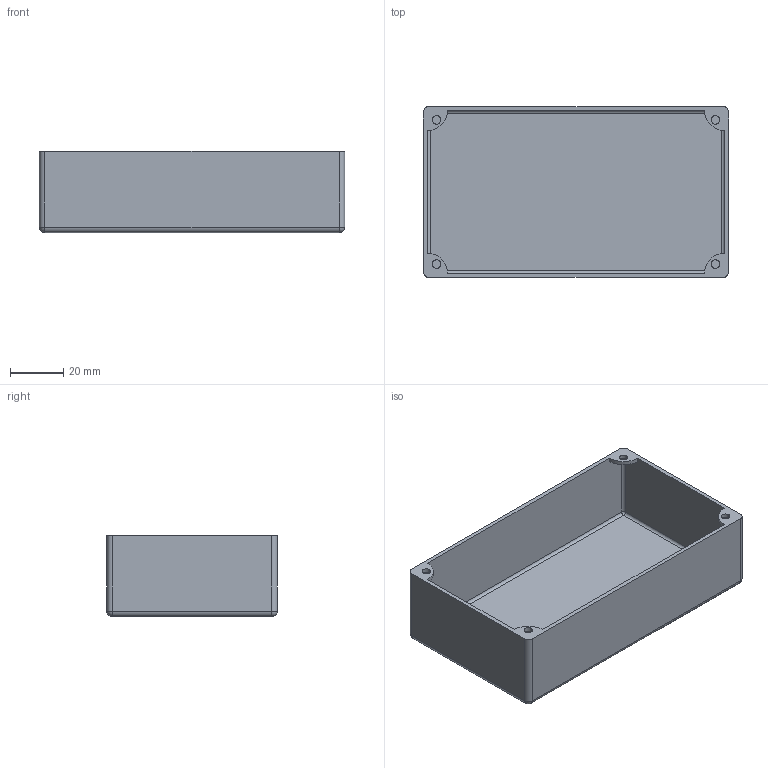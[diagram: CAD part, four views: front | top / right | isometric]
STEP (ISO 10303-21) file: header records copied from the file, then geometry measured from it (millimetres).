
FILE_DESCRIPTION (( 'STEP AP214' ), '1' );
FILE_NAME ('EL_0200_002_AA.STEP', '2017-11-23T14:26:22', ( '' ), ( '' ), 'SwSTEP 2.0', 'SolidWorks 2016', '' );
FILE_SCHEMA (( 'AUTOMOTIVE_DESIGN' ));
Length unit declared in the file: millimetre
Products named in the file (1): EL_0200_002_AA
Bounding box: 114.5 x 64 x 30.5 mm (x, y, z)
Volume: 26168.5 mm3; surface area: 35266 mm2
Topology: 1 solids, 1 shells, 51 faces, 128 edges, 72 vertices
Faces by surface type: cylinder 28, plane 15, sphere 8
Entity records: 1508 total; most frequent: DIRECTION 280, CARTESIAN_POINT 244, ORIENTED_EDGE 240, EDGE_CURVE 120, AXIS2_PLACEMENT_3D 108, VERTEX_POINT 72, LINE 64, VECTOR 64
